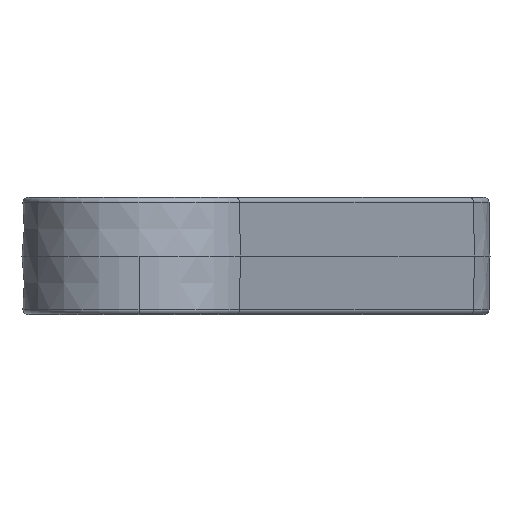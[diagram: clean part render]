
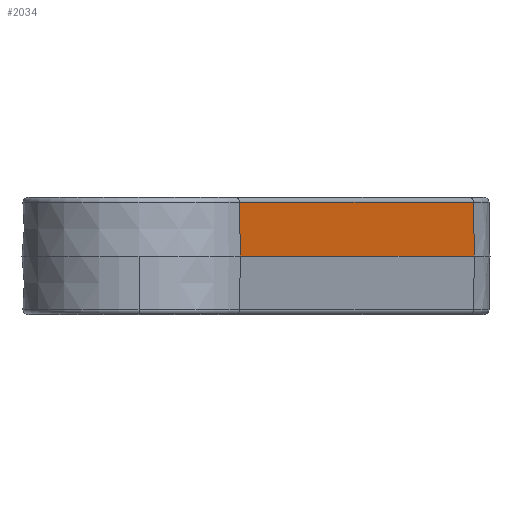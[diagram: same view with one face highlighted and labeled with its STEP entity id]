
A CAD part, left-side view. The second image highlights one B-rep face of the part: STEP entity #2034.
In plain terms, the highlighted planar face has unit normal (-0.5, -0.866, 0.018).
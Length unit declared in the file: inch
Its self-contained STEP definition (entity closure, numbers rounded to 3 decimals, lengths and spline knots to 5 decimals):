
#405 = LINE ( 'NONE', #7555, #2517 ) ;
#604 = DIRECTION ( 'NONE',  ( -0.866, 0.5, 0. ) ) ;
#1202 = CARTESIAN_POINT ( 'NONE',  ( -0.125, -0.21651, 0. ) ) ;
#1719 = LINE ( 'NONE', #11512, #3567 ) ;
#1838 = ORIENTED_EDGE ( 'NONE', *, *, #4556, .T. ) ;
#2034 = ADVANCED_FACE ( 'NONE', ( #11754 ), #8063, .T. ) ;
#2169 = VECTOR ( 'NONE', #604, 39.37008 ) ;
#2517 = VECTOR ( 'NONE', #5183, 39.37008 ) ;
#2535 = ORIENTED_EDGE ( 'NONE', *, *, #14546, .F. ) ;
#2985 = ORIENTED_EDGE ( 'NONE', *, *, #7358, .F. ) ;
#3415 = VECTOR ( 'NONE', #4830, 39.37008 ) ;
#3422 = DIRECTION ( 'NONE',  ( 0.866, -0.5, 0. ) ) ;
#3567 = VECTOR ( 'NONE', #4348, 39.37008 ) ;
#3873 = CARTESIAN_POINT ( 'NONE',  ( -0.125, -0.21651, 0. ) ) ;
#3875 = AXIS2_PLACEMENT_3D ( 'NONE', #9319, #4667, #3422 ) ;
#4348 = DIRECTION ( 'NONE',  ( -0.009, -0.015, -1. ) ) ;
#4556 = EDGE_CURVE ( 'NONE', #15534, #6398, #1719, .T. ) ;
#4667 = DIRECTION ( 'NONE',  ( -0.5, -0.866, 0.017 ) ) ;
#4830 = DIRECTION ( 'NONE',  ( -0.009, -0.015, -1. ) ) ;
#5183 = DIRECTION ( 'NONE',  ( -0.866, 0.5, 0. ) ) ;
#6398 = VERTEX_POINT ( 'NONE', #14795 ) ;
#7358 = EDGE_CURVE ( 'NONE', #10355, #6398, #11363, .T. ) ;
#7555 = CARTESIAN_POINT ( 'NONE',  ( -0.12399, -0.21477, 0.11517 ) ) ;
#8063 = PLANE ( 'NONE',  #3875 ) ;
#9319 = CARTESIAN_POINT ( 'NONE',  ( -0.125, -0.21651, 0. ) ) ;
#9695 = LINE ( 'NONE', #3873, #3415 ) ;
#9957 = CARTESIAN_POINT ( 'NONE',  ( -0.99002, 0.28523, 0.11517 ) ) ;
#10264 = CARTESIAN_POINT ( 'NONE',  ( -0.125, -0.21651, 0. ) ) ;
#10355 = VERTEX_POINT ( 'NONE', #1202 ) ;
#11363 = LINE ( 'NONE', #10264, #2169 ) ;
#11512 = CARTESIAN_POINT ( 'NONE',  ( -0.99103, 0.28349, 0. ) ) ;
#11754 = FACE_OUTER_BOUND ( 'NONE', #14365, .T. ) ;
#11860 = VERTEX_POINT ( 'NONE', #12537 ) ;
#12537 = CARTESIAN_POINT ( 'NONE',  ( -0.12399, -0.21477, 0.11517 ) ) ;
#13835 = ORIENTED_EDGE ( 'NONE', *, *, #13890, .T. ) ;
#13890 = EDGE_CURVE ( 'NONE', #11860, #15534, #405, .T. ) ;
#14365 = EDGE_LOOP ( 'NONE', ( #2535, #13835, #1838, #2985 ) ) ;
#14546 = EDGE_CURVE ( 'NONE', #11860, #10355, #9695, .T. ) ;
#14795 = CARTESIAN_POINT ( 'NONE',  ( -0.99103, 0.28349, 0. ) ) ;
#15534 = VERTEX_POINT ( 'NONE', #9957 ) ;
